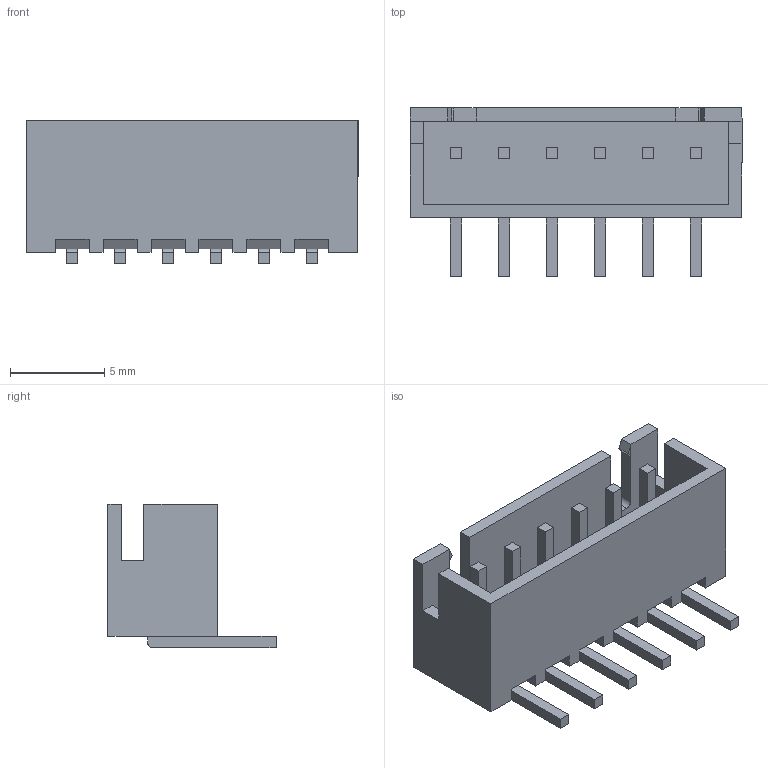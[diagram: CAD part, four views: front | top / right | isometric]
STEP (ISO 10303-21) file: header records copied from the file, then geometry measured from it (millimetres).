
FILE_DESCRIPTION (( 'STEP AP214' ), '1' );
FILE_NAME ('XH2_54P6TV.STEP', '2021-01-01T14:27:21', ( 'boksop' ), ( '' ), 'SwSTEP 2.0', 'SolidWorks 2020', '' );
FILE_SCHEMA (( 'AUTOMOTIVE_DESIGN' ));
Length unit declared in the file: millimetre
Products named in the file (1): XH2_54P6TV
Bounding box: 17.58 x 8.9 x 7.6 mm (x, y, z)
Volume: 346 mm3; surface area: 897.8 mm2
Topology: 3 solids, 3 shells, 150 faces, 396 edges, 264 vertices
Faces by surface type: plane 136, cylinder 14
Entity records: 6270 total; most frequent: CARTESIAN_POINT 811, ORIENTED_EDGE 792, DIRECTION 726, EDGE_CURVE 396, VECTOR 368, LINE 368, VERTEX_POINT 264, AXIS2_PLACEMENT_3D 179
